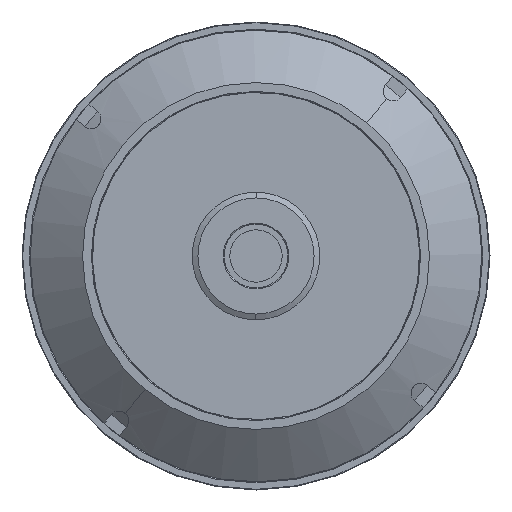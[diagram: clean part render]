
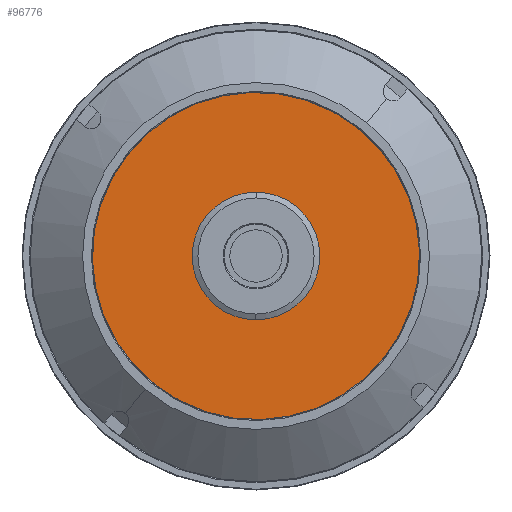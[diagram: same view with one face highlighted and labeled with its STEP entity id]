
A CAD part, front view. The second image highlights one B-rep face of the part: STEP entity #96776.
In plain terms, the highlighted planar face has unit normal (0, -1, 0).
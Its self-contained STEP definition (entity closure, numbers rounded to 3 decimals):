
#1937 = DIRECTION ( 'NONE',  ( 0., 1., 0. ) ) ;
#2109 = EDGE_LOOP ( 'NONE', ( #191327, #87632 ) ) ;
#6118 = AXIS2_PLACEMENT_3D ( 'NONE', #129612, #130919, #146945 ) ;
#7554 = AXIS2_PLACEMENT_3D ( 'NONE', #33871, #1937, #187534 ) ;
#8241 = CARTESIAN_POINT ( 'NONE',  ( -0.101, 4.203, -19.5 ) ) ;
#21614 = AXIS2_PLACEMENT_3D ( 'NONE', #26065, #42065, #56623 ) ;
#23104 = FACE_BOUND ( 'NONE', #161329, .T. ) ;
#26065 = CARTESIAN_POINT ( 'NONE',  ( 0., 4.203, 0. ) ) ;
#33871 = CARTESIAN_POINT ( 'NONE',  ( 0., 4.203, 0. ) ) ;
#40970 = CARTESIAN_POINT ( 'NONE',  ( 0.101, 4.203, 19.5 ) ) ;
#42065 = DIRECTION ( 'NONE',  ( 0., -1., 0. ) ) ;
#52735 = VERTEX_POINT ( 'NONE', #40970 ) ;
#53708 = EDGE_CURVE ( 'NONE', #52735, #135851, #69200, .T. ) ;
#53981 = PLANE ( 'NONE',  #190320 ) ;
#56623 = DIRECTION ( 'NONE',  ( -0.005, 0., -1. ) ) ;
#64591 = DIRECTION ( 'NONE',  ( 0., 1., 0. ) ) ;
#66903 = CARTESIAN_POINT ( 'NONE',  ( -7.015, 4.203, -49.505 ) ) ;
#69200 = CIRCLE ( 'NONE', #21614, 19.5 ) ;
#70065 = CIRCLE ( 'NONE', #7554, 50. ) ;
#70695 = VERTEX_POINT ( 'NONE', #66903 ) ;
#81348 = ORIENTED_EDGE ( 'NONE', *, *, #53708, .F. ) ;
#87632 = ORIENTED_EDGE ( 'NONE', *, *, #90924, .F. ) ;
#90924 = EDGE_CURVE ( 'NONE', #148671, #70695, #154457, .T. ) ;
#96776 = ADVANCED_FACE ( 'NONE', ( #149247, #23104 ), #53981, .F. ) ;
#98942 = DIRECTION ( 'NONE',  ( 0., -1., 0. ) ) ;
#117432 = EDGE_CURVE ( 'NONE', #70695, #148671, #70065, .T. ) ;
#122123 = CIRCLE ( 'NONE', #124992, 19.5 ) ;
#124992 = AXIS2_PLACEMENT_3D ( 'NONE', #190249, #98942, #145545 ) ;
#129612 = CARTESIAN_POINT ( 'NONE',  ( 0., 4.203, 0. ) ) ;
#130919 = DIRECTION ( 'NONE',  ( 0., 1., 0. ) ) ;
#135851 = VERTEX_POINT ( 'NONE', #8241 ) ;
#140419 = CARTESIAN_POINT ( 'NONE',  ( 7.015, 4.203, 49.505 ) ) ;
#145545 = DIRECTION ( 'NONE',  ( -0.005, 0., -1. ) ) ;
#146945 = DIRECTION ( 'NONE',  ( 0.14, 0., 0.99 ) ) ;
#148671 = VERTEX_POINT ( 'NONE', #140419 ) ;
#149247 = FACE_OUTER_BOUND ( 'NONE', #2109, .T. ) ;
#154457 = CIRCLE ( 'NONE', #6118, 50. ) ;
#161329 = EDGE_LOOP ( 'NONE', ( #166033, #81348 ) ) ;
#166033 = ORIENTED_EDGE ( 'NONE', *, *, #189026, .F. ) ;
#169772 = DIRECTION ( 'NONE',  ( 0.14, 0., 0.99 ) ) ;
#185778 = CARTESIAN_POINT ( 'NONE',  ( 0., 4.203, 0. ) ) ;
#187534 = DIRECTION ( 'NONE',  ( 0.14, 0., 0.99 ) ) ;
#189026 = EDGE_CURVE ( 'NONE', #135851, #52735, #122123, .T. ) ;
#190249 = CARTESIAN_POINT ( 'NONE',  ( 0., 4.203, 0. ) ) ;
#190320 = AXIS2_PLACEMENT_3D ( 'NONE', #185778, #64591, #169772 ) ;
#191327 = ORIENTED_EDGE ( 'NONE', *, *, #117432, .F. ) ;
